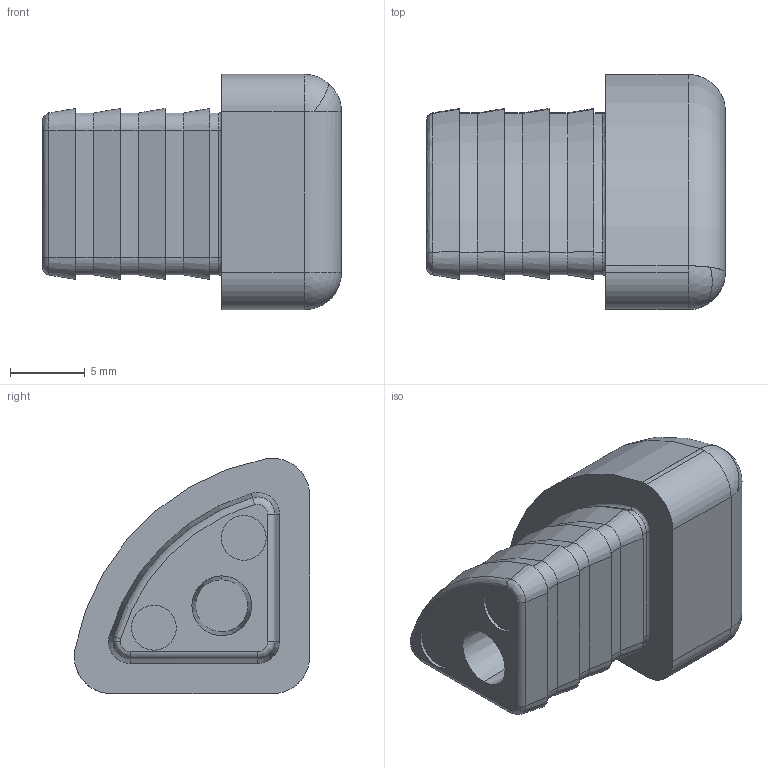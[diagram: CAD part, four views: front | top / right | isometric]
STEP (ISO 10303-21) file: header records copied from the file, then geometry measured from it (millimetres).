
FILE_DESCRIPTION (( 'STEP AP203' ), '1' );
FILE_NAME ('162932.step', '2023-01-11T15:32:26', ( '' ), ( '' ), 'SwSTEP 2.0', 'SolidWorks 2021', '' );
FILE_SCHEMA (( 'CONFIG_CONTROL_DESIGN' ));
Length unit declared in the file: inch
Products named in the file (1): 162932
Bounding box: 20 x 15.76 x 15.76 mm (x, y, z)
Volume: 2430.7 mm3; surface area: 1415.6 mm2
Topology: 1 solids, 1 shells, 93 faces, 218 edges, 134 vertices
Faces by surface type: cylinder 31, plane 30, cone 18, bspline 9, sphere 4, torus 1
Entity records: 2994 total; most frequent: CARTESIAN_POINT 876, ORIENTED_EDGE 430, DIRECTION 421, EDGE_CURVE 215, AXIS2_PLACEMENT_3D 173, VERTEX_POINT 132, EDGE_LOOP 101, FACE_OUTER_BOUND 93
